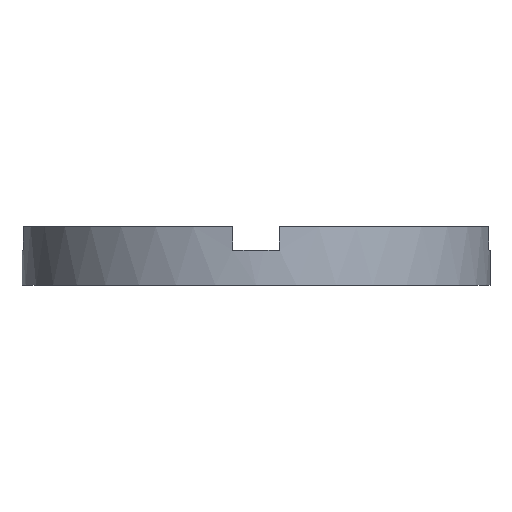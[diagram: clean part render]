
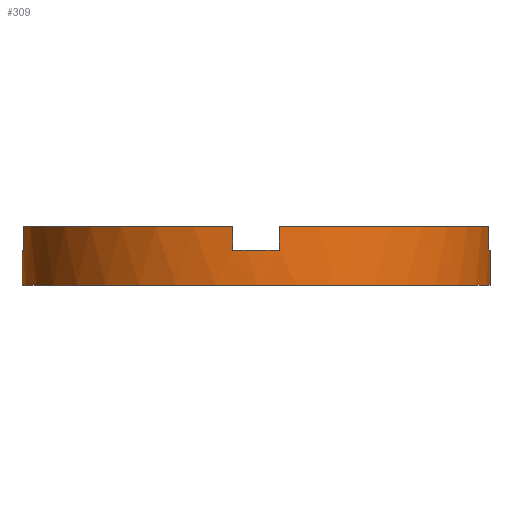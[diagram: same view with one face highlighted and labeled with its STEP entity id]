
A CAD part, front view. The second image highlights one B-rep face of the part: STEP entity #309.
In plain terms, the highlighted cylindrical face has radius 10 mm (diameter 20 mm), a partial arc.
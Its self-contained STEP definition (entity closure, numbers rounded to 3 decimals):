
#10 = VERTEX_POINT ( 'NONE', #237 ) ;
#17 = VERTEX_POINT ( 'NONE', #593 ) ;
#18 = DIRECTION ( 'NONE',  ( 1., 0., 0. ) ) ;
#23 = VERTEX_POINT ( 'NONE', #503 ) ;
#40 = DIRECTION ( 'NONE',  ( 0., 0., 1. ) ) ;
#44 = CARTESIAN_POINT ( 'NONE',  ( 9.95, -1., 1.5 ) ) ;
#50 = CARTESIAN_POINT ( 'NONE',  ( 0., 0., 2.5 ) ) ;
#57 = EDGE_CURVE ( 'NONE', #23, #10, #432, .T. ) ;
#60 = DIRECTION ( 'NONE',  ( 0., 0., -1. ) ) ;
#62 = AXIS2_PLACEMENT_3D ( 'NONE', #202, #751, #508 ) ;
#72 = CARTESIAN_POINT ( 'NONE',  ( -10., 0., 0. ) ) ;
#73 = EDGE_CURVE ( 'NONE', #17, #483, #655, .T. ) ;
#78 = ORIENTED_EDGE ( 'NONE', *, *, #73, .T. ) ;
#80 = CARTESIAN_POINT ( 'NONE',  ( 10., 0., 0. ) ) ;
#82 = CARTESIAN_POINT ( 'NONE',  ( 10., 0., 2.5 ) ) ;
#86 = CARTESIAN_POINT ( 'NONE',  ( 10., 0., 1.5 ) ) ;
#96 = ORIENTED_EDGE ( 'NONE', *, *, #633, .F. ) ;
#97 = ORIENTED_EDGE ( 'NONE', *, *, #725, .T. ) ;
#116 = VECTOR ( 'NONE', #40, 1000. ) ;
#121 = CARTESIAN_POINT ( 'NONE',  ( 9.95, -1., 2.5 ) ) ;
#131 = DIRECTION ( 'NONE',  ( 0., 0., 1. ) ) ;
#138 = AXIS2_PLACEMENT_3D ( 'NONE', #50, #296, #586 ) ;
#139 = VECTOR ( 'NONE', #514, 1000. ) ;
#159 = LINE ( 'NONE', #590, #662 ) ;
#190 = LINE ( 'NONE', #343, #467 ) ;
#201 = VERTEX_POINT ( 'NONE', #604 ) ;
#202 = CARTESIAN_POINT ( 'NONE',  ( 0., 0., 2.5 ) ) ;
#203 = AXIS2_PLACEMENT_3D ( 'NONE', #208, #131, #18 ) ;
#208 = CARTESIAN_POINT ( 'NONE',  ( 0., 0., 1.5 ) ) ;
#215 = EDGE_CURVE ( 'NONE', #777, #201, #643, .T. ) ;
#222 = CARTESIAN_POINT ( 'NONE',  ( 0., 0., 1.5 ) ) ;
#226 = CARTESIAN_POINT ( 'NONE',  ( -9.95, -1., 1.5 ) ) ;
#228 = DIRECTION ( 'NONE',  ( 0., 0., 1. ) ) ;
#230 = DIRECTION ( 'NONE',  ( 1., 0., 0. ) ) ;
#232 = DIRECTION ( 'NONE',  ( 0., 0., -1. ) ) ;
#237 = CARTESIAN_POINT ( 'NONE',  ( 1., -9.95, 1.5 ) ) ;
#257 = ORIENTED_EDGE ( 'NONE', *, *, #354, .F. ) ;
#261 = ORIENTED_EDGE ( 'NONE', *, *, #598, .F. ) ;
#263 = VERTEX_POINT ( 'NONE', #86 ) ;
#274 = VERTEX_POINT ( 'NONE', #80 ) ;
#285 = VERTEX_POINT ( 'NONE', #72 ) ;
#289 = EDGE_CURVE ( 'NONE', #23, #459, #159, .T. ) ;
#296 = DIRECTION ( 'NONE',  ( 0., 0., -1. ) ) ;
#305 = DIRECTION ( 'NONE',  ( 0., 0., 1. ) ) ;
#309 = ADVANCED_FACE ( 'NONE', ( #386 ), #389, .T. ) ;
#315 = AXIS2_PLACEMENT_3D ( 'NONE', #625, #488, #773 ) ;
#337 = ORIENTED_EDGE ( 'NONE', *, *, #215, .F. ) ;
#339 = CARTESIAN_POINT ( 'NONE',  ( 0., 0., 0. ) ) ;
#340 = AXIS2_PLACEMENT_3D ( 'NONE', #339, #670, #563 ) ;
#343 = CARTESIAN_POINT ( 'NONE',  ( -10., 0., 2.5 ) ) ;
#354 = EDGE_CURVE ( 'NONE', #201, #495, #666, .T. ) ;
#360 = ORIENTED_EDGE ( 'NONE', *, *, #289, .T. ) ;
#386 = FACE_OUTER_BOUND ( 'NONE', #541, .T. ) ;
#389 = CYLINDRICAL_SURFACE ( 'NONE', #138, 10. ) ;
#415 = CARTESIAN_POINT ( 'NONE',  ( 0., 0., 1.5 ) ) ;
#432 = CIRCLE ( 'NONE', #707, 10. ) ;
#435 = CIRCLE ( 'NONE', #315, 10. ) ;
#448 = CIRCLE ( 'NONE', #555, 10. ) ;
#456 = CIRCLE ( 'NONE', #62, 10. ) ;
#459 = VERTEX_POINT ( 'NONE', #704 ) ;
#467 = VECTOR ( 'NONE', #60, 1000. ) ;
#475 = DIRECTION ( 'NONE',  ( 0., 0., 1. ) ) ;
#483 = VERTEX_POINT ( 'NONE', #121 ) ;
#488 = DIRECTION ( 'NONE',  ( 0., 0., 1. ) ) ;
#495 = VERTEX_POINT ( 'NONE', #765 ) ;
#499 = DIRECTION ( 'NONE',  ( 1., 0., 0. ) ) ;
#502 = DIRECTION ( 'NONE',  ( 0., 0., 1. ) ) ;
#503 = CARTESIAN_POINT ( 'NONE',  ( -1., -9.95, 1.5 ) ) ;
#508 = DIRECTION ( 'NONE',  ( 1., 0., 0. ) ) ;
#514 = DIRECTION ( 'NONE',  ( 0., 0., 1. ) ) ;
#515 = CARTESIAN_POINT ( 'NONE',  ( -10., 0., 1.5 ) ) ;
#541 = EDGE_LOOP ( 'NONE', ( #622, #619, #78, #96, #261, #558, #360, #717, #257, #337, #562, #97 ) ) ;
#555 = AXIS2_PLACEMENT_3D ( 'NONE', #415, #502, #499 ) ;
#558 = ORIENTED_EDGE ( 'NONE', *, *, #57, .F. ) ;
#562 = ORIENTED_EDGE ( 'NONE', *, *, #760, .T. ) ;
#563 = DIRECTION ( 'NONE',  ( 1., 0., 0. ) ) ;
#570 = EDGE_CURVE ( 'NONE', #263, #274, #715, .T. ) ;
#577 = EDGE_CURVE ( 'NONE', #495, #459, #435, .T. ) ;
#586 = DIRECTION ( 'NONE',  ( -1., 0., 0. ) ) ;
#590 = CARTESIAN_POINT ( 'NONE',  ( -1., -9.95, 1.5 ) ) ;
#593 = CARTESIAN_POINT ( 'NONE',  ( 9.95, -1., 1.5 ) ) ;
#598 = EDGE_CURVE ( 'NONE', #10, #748, #730, .T. ) ;
#604 = CARTESIAN_POINT ( 'NONE',  ( -9.95, -1., 1.5 ) ) ;
#619 = ORIENTED_EDGE ( 'NONE', *, *, #652, .F. ) ;
#622 = ORIENTED_EDGE ( 'NONE', *, *, #570, .F. ) ;
#625 = CARTESIAN_POINT ( 'NONE',  ( 0., 0., 2.5 ) ) ;
#633 = EDGE_CURVE ( 'NONE', #748, #483, #456, .T. ) ;
#643 = CIRCLE ( 'NONE', #203, 10. ) ;
#652 = EDGE_CURVE ( 'NONE', #17, #263, #448, .T. ) ;
#655 = LINE ( 'NONE', #44, #116 ) ;
#662 = VECTOR ( 'NONE', #228, 1000. ) ;
#666 = LINE ( 'NONE', #226, #139 ) ;
#670 = DIRECTION ( 'NONE',  ( 0., 0., 1. ) ) ;
#697 = VECTOR ( 'NONE', #305, 1000. ) ;
#701 = VECTOR ( 'NONE', #232, 1000. ) ;
#704 = CARTESIAN_POINT ( 'NONE',  ( -1., -9.95, 2.5 ) ) ;
#706 = CIRCLE ( 'NONE', #340, 10. ) ;
#707 = AXIS2_PLACEMENT_3D ( 'NONE', #222, #475, #230 ) ;
#715 = LINE ( 'NONE', #82, #701 ) ;
#717 = ORIENTED_EDGE ( 'NONE', *, *, #577, .F. ) ;
#725 = EDGE_CURVE ( 'NONE', #285, #274, #706, .T. ) ;
#730 = LINE ( 'NONE', #757, #697 ) ;
#748 = VERTEX_POINT ( 'NONE', #753 ) ;
#751 = DIRECTION ( 'NONE',  ( 0., 0., 1. ) ) ;
#753 = CARTESIAN_POINT ( 'NONE',  ( 1., -9.95, 2.5 ) ) ;
#757 = CARTESIAN_POINT ( 'NONE',  ( 1., -9.95, 1.5 ) ) ;
#760 = EDGE_CURVE ( 'NONE', #777, #285, #190, .T. ) ;
#765 = CARTESIAN_POINT ( 'NONE',  ( -9.95, -1., 2.5 ) ) ;
#773 = DIRECTION ( 'NONE',  ( 1., 0., 0. ) ) ;
#777 = VERTEX_POINT ( 'NONE', #515 ) ;
